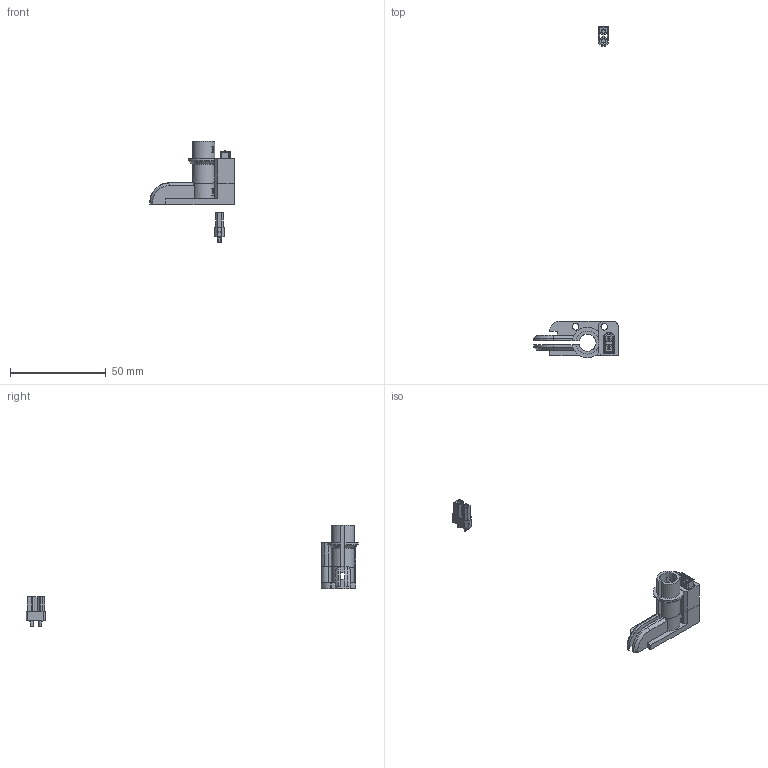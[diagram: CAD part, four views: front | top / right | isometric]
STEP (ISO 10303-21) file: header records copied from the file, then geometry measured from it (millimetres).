
FILE_DESCRIPTION(/* description */ (''),/* implementation_level */ '2;1');
FILE_NAME(/* name */ 'cable tidy.step',/* time_stamp */ '2026-01-25T09:00:19+13:00',/* author */ (''),/* organization */ (''),/* preprocessor_version */ 'ST-DEVELOPER v20.1',/* originating_system */ 'Autodesk Translation Framework v14.24.0.0',/* authorisation */ '');
FILE_SCHEMA (('AUTOMOTIVE_DESIGN { 1 0 10303 214 3 1 1 }'));
Length unit declared in the file: millimetre
Products named in the file (5): cable tidy; XT30; XT30_Stecker; XT30_Buchse; XT30_Buchse_1
Assembly tree (4 placements, depth 4):
  cable tidy
    XT30
      XT30_Stecker
      XT30_Buchse
        XT30_Buchse_1
Bounding box: 44.21 x 173.62 x 52.86 mm (x, y, z)
Volume: 5872.5 mm3; surface area: 8486.3 mm2
Topology: 6 solids, 6 shells, 502 faces, 1314 edges, 792 vertices
Faces by surface type: plane 275, cylinder 167, sphere 28, bspline 12, torus 10, cone 10
Full cylindrical faces by diameter (mm): 1.65 x4, 2 x8, 3.5 x3
Entity records: 17192 total; most frequent: CARTESIAN_POINT 4618, DIRECTION 2660, ORIENTED_EDGE 2556, EDGE_CURVE 1278, AXIS2_PLACEMENT_3D 907, LINE 846, VECTOR 846, VERTEX_POINT 792
